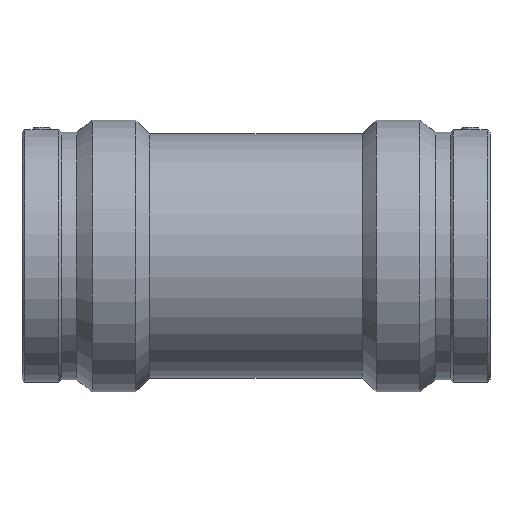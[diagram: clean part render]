
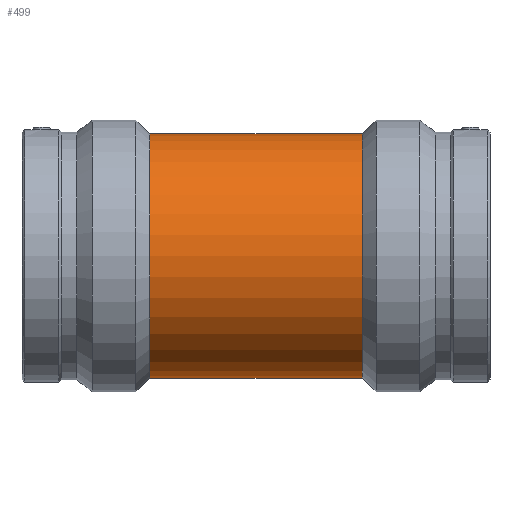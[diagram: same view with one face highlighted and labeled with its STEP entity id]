
A CAD part, top view. The second image highlights one B-rep face of the part: STEP entity #499.
In plain terms, the highlighted cylindrical face has radius 110.25 mm (diameter 220.5 mm), a full revolution.
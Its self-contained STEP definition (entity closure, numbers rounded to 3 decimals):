
#30=B_SPLINE_CURVE_WITH_KNOTS('',3,(#865,#866,#867,#868,#869,#870,#871,
#872,#873,#874,#875,#876,#877,#878,#879,#880,#881,#882,#883,#884,#885,#886,
#887,#888,#889,#890,#891,#892,#893,#894,#895,#896,#897,#898,#899,#900,#901,
#902,#903,#904,#905,#906,#907,#908,#909,#910,#911,#912,#913,#914,#915,#916,
#917,#918,#919,#920,#921,#922,#923,#924,#925,#926,#927,#928,#929,#930),
 .UNSPECIFIED.,.T.,.F.,(4,2,2,2,2,2,2,2,2,2,2,2,2,2,2,2,2,2,2,2,2,2,2,2,
2,2,2,2,2,2,2,2,4),(0.,1.45,2.9,4.35,
5.8,7.233,8.667,10.101,11.535,
12.969,14.403,15.837,17.271,18.721,
20.171,21.621,23.071,24.52,25.97,
27.42,28.87,30.304,31.738,33.172,
34.606,36.04,37.474,38.908,40.342,
41.792,43.241,44.691,46.141),
 .UNSPECIFIED.);
#69=FACE_BOUND('',#187,.T.);
#70=FACE_BOUND('',#188,.T.);
#117=FACE_OUTER_BOUND('',#186,.T.);
#186=EDGE_LOOP('',(#412));
#187=EDGE_LOOP('',(#413));
#188=EDGE_LOOP('',(#414));
#251=CIRCLE('',#568,110.25);
#252=CIRCLE('',#570,110.25);
#276=VERTEX_POINT('',#864);
#297=VERTEX_POINT('',#1058);
#298=VERTEX_POINT('',#1061);
#322=EDGE_CURVE('',#276,#276,#30,.T.);
#343=EDGE_CURVE('',#297,#297,#251,.T.);
#344=EDGE_CURVE('',#298,#298,#252,.T.);
#412=ORIENTED_EDGE('',*,*,#343,.T.);
#413=ORIENTED_EDGE('',*,*,#322,.T.);
#414=ORIENTED_EDGE('',*,*,#344,.F.);
#465=CYLINDRICAL_SURFACE('',#569,110.25);
#499=ADVANCED_FACE('',(#117,#69,#70),#465,.T.);
#568=AXIS2_PLACEMENT_3D('',#1059,#704,#705);
#569=AXIS2_PLACEMENT_3D('',#1060,#706,#707);
#570=AXIS2_PLACEMENT_3D('',#1062,#708,#709);
#704=DIRECTION('center_axis',(1.,0.,0.));
#705=DIRECTION('ref_axis',(0.,0.,-1.));
#706=DIRECTION('center_axis',(1.,0.,0.));
#707=DIRECTION('ref_axis',(0.,1.,0.));
#708=DIRECTION('center_axis',(1.,0.,0.));
#709=DIRECTION('ref_axis',(0.,0.,-1.));
#864=CARTESIAN_POINT('',(0.,-73.5,-82.175));
#865=CARTESIAN_POINT('Ctrl Pts',(0.,-73.5,-82.175));
#866=CARTESIAN_POINT('Ctrl Pts',(4.833,-73.5,-82.175));
#867=CARTESIAN_POINT('Ctrl Pts',(9.741,-73.017,-82.615));
#868=CARTESIAN_POINT('Ctrl Pts',(19.366,-71.073,-84.293));
#869=CARTESIAN_POINT('Ctrl Pts',(24.083,-69.613,-85.527));
#870=CARTESIAN_POINT('Ctrl Pts',(33.05,-65.83,-88.471));
#871=CARTESIAN_POINT('Ctrl Pts',(37.31,-63.504,-90.18));
#872=CARTESIAN_POINT('Ctrl Pts',(45.172,-58.174,-93.707));
#873=CARTESIAN_POINT('Ctrl Pts',(48.776,-55.169,-95.523));
#874=CARTESIAN_POINT('Ctrl Pts',(55.134,-48.811,-98.921));
#875=CARTESIAN_POINT('Ctrl Pts',(58.133,-45.227,-100.636));
#876=CARTESIAN_POINT('Ctrl Pts',(63.474,-37.361,-103.813));
#877=CARTESIAN_POINT('Ctrl Pts',(65.817,-33.08,-105.274));
#878=CARTESIAN_POINT('Ctrl Pts',(69.622,-24.062,-107.694));
#879=CARTESIAN_POINT('Ctrl Pts',(71.087,-19.315,-108.654));
#880=CARTESIAN_POINT('Ctrl Pts',(73.026,-9.674,-109.932));
#881=CARTESIAN_POINT('Ctrl Pts',(73.5,-4.78,-110.25));
#882=CARTESIAN_POINT('Ctrl Pts',(73.5,4.78,-110.25));
#883=CARTESIAN_POINT('Ctrl Pts',(73.026,9.674,-109.932));
#884=CARTESIAN_POINT('Ctrl Pts',(71.087,19.315,-108.654));
#885=CARTESIAN_POINT('Ctrl Pts',(69.622,24.062,-107.694));
#886=CARTESIAN_POINT('Ctrl Pts',(65.817,33.08,-105.274));
#887=CARTESIAN_POINT('Ctrl Pts',(63.474,37.361,-103.813));
#888=CARTESIAN_POINT('Ctrl Pts',(58.133,45.227,-100.636));
#889=CARTESIAN_POINT('Ctrl Pts',(55.134,48.811,-98.921));
#890=CARTESIAN_POINT('Ctrl Pts',(48.776,55.169,-95.523));
#891=CARTESIAN_POINT('Ctrl Pts',(45.172,58.174,-93.707));
#892=CARTESIAN_POINT('Ctrl Pts',(37.31,63.504,-90.18));
#893=CARTESIAN_POINT('Ctrl Pts',(33.05,65.83,-88.471));
#894=CARTESIAN_POINT('Ctrl Pts',(24.083,69.613,-85.527));
#895=CARTESIAN_POINT('Ctrl Pts',(19.366,71.073,-84.293));
#896=CARTESIAN_POINT('Ctrl Pts',(9.741,73.017,-82.615));
#897=CARTESIAN_POINT('Ctrl Pts',(4.833,73.5,-82.175));
#898=CARTESIAN_POINT('Ctrl Pts',(-4.833,73.5,-82.175));
#899=CARTESIAN_POINT('Ctrl Pts',(-9.741,73.017,-82.615));
#900=CARTESIAN_POINT('Ctrl Pts',(-19.366,71.073,-84.293));
#901=CARTESIAN_POINT('Ctrl Pts',(-24.083,69.613,-85.527));
#902=CARTESIAN_POINT('Ctrl Pts',(-33.05,65.83,-88.471));
#903=CARTESIAN_POINT('Ctrl Pts',(-37.31,63.504,-90.18));
#904=CARTESIAN_POINT('Ctrl Pts',(-45.172,58.174,-93.707));
#905=CARTESIAN_POINT('Ctrl Pts',(-48.776,55.169,-95.523));
#906=CARTESIAN_POINT('Ctrl Pts',(-55.134,48.811,-98.921));
#907=CARTESIAN_POINT('Ctrl Pts',(-58.133,45.227,-100.636));
#908=CARTESIAN_POINT('Ctrl Pts',(-63.474,37.361,-103.813));
#909=CARTESIAN_POINT('Ctrl Pts',(-65.817,33.08,-105.274));
#910=CARTESIAN_POINT('Ctrl Pts',(-69.622,24.062,-107.694));
#911=CARTESIAN_POINT('Ctrl Pts',(-71.087,19.315,-108.654));
#912=CARTESIAN_POINT('Ctrl Pts',(-73.026,9.674,-109.932));
#913=CARTESIAN_POINT('Ctrl Pts',(-73.5,4.78,-110.25));
#914=CARTESIAN_POINT('Ctrl Pts',(-73.5,-4.78,-110.25));
#915=CARTESIAN_POINT('Ctrl Pts',(-73.026,-9.674,-109.932));
#916=CARTESIAN_POINT('Ctrl Pts',(-71.087,-19.315,-108.654));
#917=CARTESIAN_POINT('Ctrl Pts',(-69.622,-24.062,-107.694));
#918=CARTESIAN_POINT('Ctrl Pts',(-65.817,-33.08,-105.274));
#919=CARTESIAN_POINT('Ctrl Pts',(-63.474,-37.361,-103.813));
#920=CARTESIAN_POINT('Ctrl Pts',(-58.133,-45.227,-100.636));
#921=CARTESIAN_POINT('Ctrl Pts',(-55.134,-48.811,-98.921));
#922=CARTESIAN_POINT('Ctrl Pts',(-48.776,-55.169,-95.523));
#923=CARTESIAN_POINT('Ctrl Pts',(-45.172,-58.174,-93.707));
#924=CARTESIAN_POINT('Ctrl Pts',(-37.31,-63.504,-90.18));
#925=CARTESIAN_POINT('Ctrl Pts',(-33.05,-65.83,-88.471));
#926=CARTESIAN_POINT('Ctrl Pts',(-24.083,-69.613,-85.527));
#927=CARTESIAN_POINT('Ctrl Pts',(-19.366,-71.073,-84.293));
#928=CARTESIAN_POINT('Ctrl Pts',(-9.741,-73.017,-82.615));
#929=CARTESIAN_POINT('Ctrl Pts',(-4.833,-73.5,-82.175));
#930=CARTESIAN_POINT('Ctrl Pts',(0.,-73.5,-82.175));
#1058=CARTESIAN_POINT('',(-96.005,110.25,0.));
#1059=CARTESIAN_POINT('Origin',(-96.005,0.,0.));
#1060=CARTESIAN_POINT('Origin',(0.,0.,0.));
#1061=CARTESIAN_POINT('',(96.005,110.25,0.));
#1062=CARTESIAN_POINT('Origin',(96.005,0.,0.));
